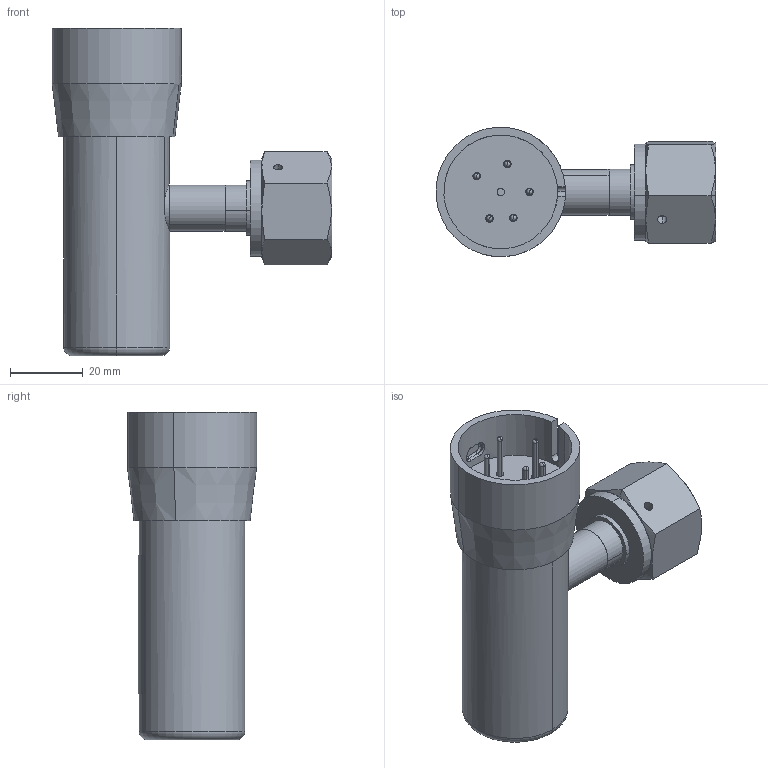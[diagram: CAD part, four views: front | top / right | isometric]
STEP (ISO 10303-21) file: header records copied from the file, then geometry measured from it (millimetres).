
FILE_DESCRIPTION (( 'STEP AP214' ), '1' );
FILE_NAME ('352-506 PGE050 8VCR.STEP', '2022-11-29T17:13:49', ( '' ), ( '' ), 'SwSTEP 2.0', 'SolidWorks 2021', '' );
FILE_SCHEMA (( 'AUTOMOTIVE_DESIGN' ));
Length unit declared in the file: inch
Products named in the file (1): 352-506 PGE050 8VCR
Bounding box: 76.8 x 35.48 x 89.94 mm (x, y, z)
Surface area: 24031.2 mm2 (no closed solid volume)
Topology: 0 solids, 15 shells, 145 faces, 417 edges, 273 vertices
Faces by surface type: cylinder 71, plane 34, sphere 10, bspline 10, cone 10, torus 10
Entity records: 7515 total; most frequent: CARTESIAN_POINT 1985, DIRECTION 794, ORIENTED_EDGE 664, EDGE_CURVE 397, AXIS2_PLACEMENT_3D 327, VERTEX_POINT 263, CIRCLE 191, EDGE_LOOP 165
